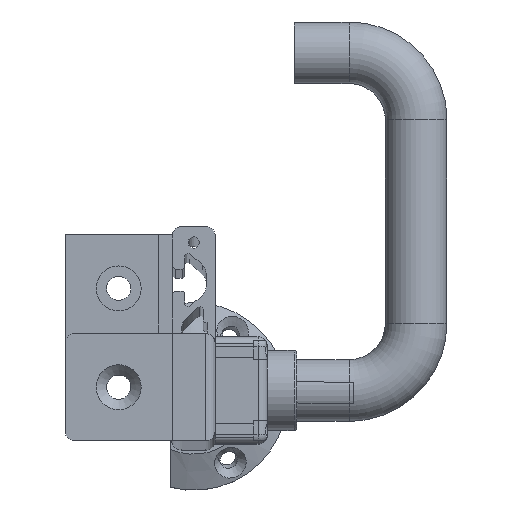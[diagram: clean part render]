
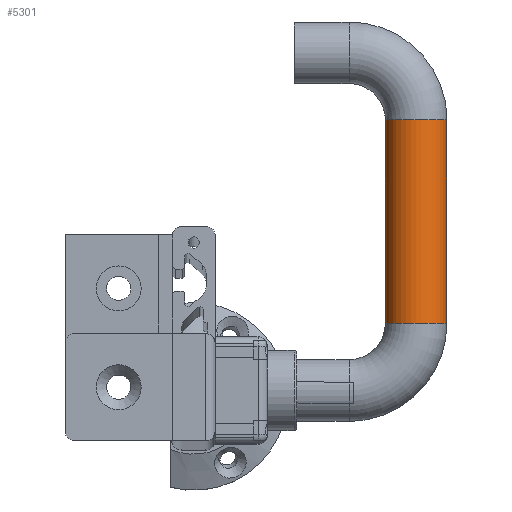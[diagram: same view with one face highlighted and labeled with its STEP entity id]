
A CAD part, top view. The second image highlights one B-rep face of the part: STEP entity #5301.
In plain terms, the highlighted cylindrical face has radius 11.5 mm (diameter 23 mm), a full revolution.
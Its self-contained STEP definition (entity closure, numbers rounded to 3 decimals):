
#364=FACE_BOUND('',#1542,.T.);
#667=CIRCLE('',#5938,11.5);
#668=CIRCLE('',#5940,11.5);
#823=CYLINDRICAL_SURFACE('',#5939,11.5);
#1117=FACE_OUTER_BOUND('',#1541,.T.);
#1541=EDGE_LOOP('',(#4784));
#1542=EDGE_LOOP('',(#4785));
#2746=VERTEX_POINT('',#12142);
#2747=VERTEX_POINT('',#12145);
#3434=EDGE_CURVE('',#2746,#2746,#667,.T.);
#3435=EDGE_CURVE('',#2747,#2747,#668,.T.);
#4784=ORIENTED_EDGE('',*,*,#3434,.T.);
#4785=ORIENTED_EDGE('',*,*,#3435,.F.);
#5301=ADVANCED_FACE('',(#1117,#364),#823,.T.);
#5938=AXIS2_PLACEMENT_3D('',#12143,#7520,#7521);
#5939=AXIS2_PLACEMENT_3D('',#12144,#7522,#7523);
#5940=AXIS2_PLACEMENT_3D('',#12146,#7524,#7525);
#7520=DIRECTION('center_axis',(0.,-1.,0.));
#7521=DIRECTION('ref_axis',(1.,0.,0.));
#7522=DIRECTION('center_axis',(0.,1.,0.));
#7523=DIRECTION('ref_axis',(1.,0.,0.));
#7524=DIRECTION('center_axis',(0.,-1.,0.));
#7525=DIRECTION('ref_axis',(1.,0.,0.));
#12142=CARTESIAN_POINT('',(-10.5,38.,0.));
#12143=CARTESIAN_POINT('Origin',(-22.,38.,0.));
#12144=CARTESIAN_POINT('Origin',(-22.,-38.,0.));
#12145=CARTESIAN_POINT('',(-10.5,-38.,0.));
#12146=CARTESIAN_POINT('Origin',(-22.,-38.,0.));
